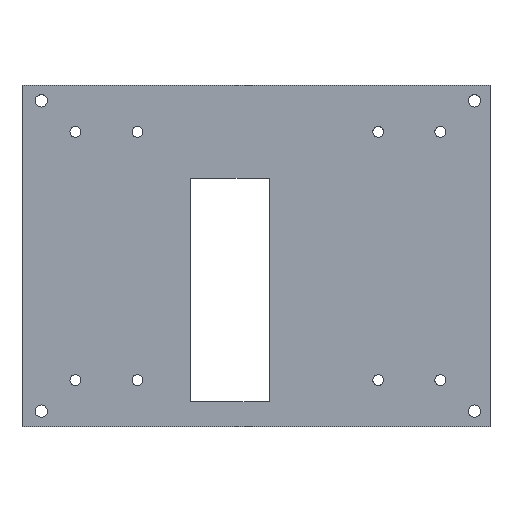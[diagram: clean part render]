
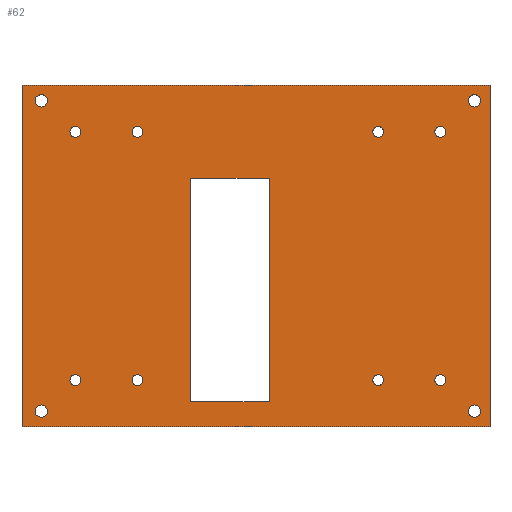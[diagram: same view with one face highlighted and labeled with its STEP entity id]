
A CAD part, top view. The second image highlights one B-rep face of the part: STEP entity #62.
In plain terms, the highlighted planar face has unit normal (0, 0, 1).
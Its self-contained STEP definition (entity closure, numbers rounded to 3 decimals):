
#62=ADVANCED_FACE('',(#284,#286,#288,#290,#292,#294,#296,#298,#300,#302,#304,#306,
#308,#310),#312,.T.);
#284=FACE_BOUND('',#285,.T.);
#285=EDGE_LOOP('',(#501,#502,#503,#504));
#286=FACE_BOUND('',#287,.T.);
#287=EDGE_LOOP('',(#505,#506,#507,#508));
#288=FACE_BOUND('',#289,.T.);
#289=EDGE_LOOP('',(#509));
#290=FACE_BOUND('',#291,.T.);
#291=EDGE_LOOP('',(#510));
#292=FACE_BOUND('',#293,.T.);
#293=EDGE_LOOP('',(#511));
#294=FACE_BOUND('',#295,.T.);
#295=EDGE_LOOP('',(#512));
#296=FACE_BOUND('',#297,.T.);
#297=EDGE_LOOP('',(#513));
#298=FACE_BOUND('',#299,.T.);
#299=EDGE_LOOP('',(#514));
#300=FACE_BOUND('',#301,.T.);
#301=EDGE_LOOP('',(#515));
#302=FACE_BOUND('',#303,.T.);
#303=EDGE_LOOP('',(#516));
#304=FACE_BOUND('',#305,.T.);
#305=EDGE_LOOP('',(#517));
#306=FACE_BOUND('',#307,.T.);
#307=EDGE_LOOP('',(#518));
#308=FACE_BOUND('',#309,.T.);
#309=EDGE_LOOP('',(#519));
#310=FACE_BOUND('',#311,.T.);
#311=EDGE_LOOP('',(#520));
#312=PLANE('',#313);
#313=AXIS2_PLACEMENT_3D('',#314,#315,#316);
#314=CARTESIAN_POINT('',(0.,0.,3.));
#315=DIRECTION('',(0.,0.,1.));
#316=DIRECTION('',(-1.,0.,0.));
#501=ORIENTED_EDGE('',*,*,#597,.T.);
#502=ORIENTED_EDGE('',*,*,#598,.T.);
#503=ORIENTED_EDGE('',*,*,#599,.T.);
#504=ORIENTED_EDGE('',*,*,#600,.T.);
#505=ORIENTED_EDGE('',*,*,#601,.T.);
#506=ORIENTED_EDGE('',*,*,#602,.T.);
#507=ORIENTED_EDGE('',*,*,#603,.T.);
#508=ORIENTED_EDGE('',*,*,#604,.T.);
#509=ORIENTED_EDGE('',*,*,#605,.T.);
#510=ORIENTED_EDGE('',*,*,#606,.T.);
#511=ORIENTED_EDGE('',*,*,#607,.T.);
#512=ORIENTED_EDGE('',*,*,#608,.T.);
#513=ORIENTED_EDGE('',*,*,#609,.T.);
#514=ORIENTED_EDGE('',*,*,#610,.T.);
#515=ORIENTED_EDGE('',*,*,#611,.T.);
#516=ORIENTED_EDGE('',*,*,#612,.T.);
#517=ORIENTED_EDGE('',*,*,#613,.T.);
#518=ORIENTED_EDGE('',*,*,#614,.T.);
#519=ORIENTED_EDGE('',*,*,#615,.T.);
#520=ORIENTED_EDGE('',*,*,#616,.T.);
#597=EDGE_CURVE('',#665,#666,#667,.T.);
#598=EDGE_CURVE('',#666,#668,#669,.T.);
#599=EDGE_CURVE('',#668,#670,#671,.T.);
#600=EDGE_CURVE('',#670,#665,#672,.T.);
#601=EDGE_CURVE('',#673,#674,#675,.F.);
#602=EDGE_CURVE('',#674,#676,#677,.F.);
#603=EDGE_CURVE('',#676,#678,#679,.F.);
#604=EDGE_CURVE('',#678,#673,#680,.F.);
#605=EDGE_CURVE('',#681,#681,#682,.F.);
#606=EDGE_CURVE('',#683,#683,#684,.F.);
#607=EDGE_CURVE('',#685,#685,#686,.F.);
#608=EDGE_CURVE('',#687,#687,#688,.F.);
#609=EDGE_CURVE('',#689,#689,#690,.F.);
#610=EDGE_CURVE('',#691,#691,#692,.F.);
#611=EDGE_CURVE('',#693,#693,#694,.F.);
#612=EDGE_CURVE('',#695,#695,#696,.F.);
#613=EDGE_CURVE('',#697,#697,#698,.F.);
#614=EDGE_CURVE('',#699,#699,#700,.F.);
#615=EDGE_CURVE('',#701,#701,#702,.F.);
#616=EDGE_CURVE('',#703,#703,#704,.F.);
#665=VERTEX_POINT('',#805);
#666=VERTEX_POINT('',#806);
#667=LINE('',#807,#808);
#668=VERTEX_POINT('',#810);
#669=LINE('',#811,#812);
#670=VERTEX_POINT('',#814);
#671=LINE('',#815,#816);
#672=LINE('',#818,#819);
#673=VERTEX_POINT('',#821);
#674=VERTEX_POINT('',#822);
#675=LINE('',#823,#824);
#676=VERTEX_POINT('',#826);
#677=LINE('',#827,#828);
#678=VERTEX_POINT('',#830);
#679=LINE('',#831,#832);
#680=LINE('',#834,#835);
#681=VERTEX_POINT('',#837);
#682=CIRCLE('',#838,2.);
#683=VERTEX_POINT('',#842);
#684=CIRCLE('',#843,2.);
#685=VERTEX_POINT('',#847);
#686=CIRCLE('',#848,2.);
#687=VERTEX_POINT('',#852);
#688=CIRCLE('',#853,2.);
#689=VERTEX_POINT('',#857);
#690=CIRCLE('',#858,1.75);
#691=VERTEX_POINT('',#862);
#692=CIRCLE('',#863,1.75);
#693=VERTEX_POINT('',#867);
#694=CIRCLE('',#868,1.75);
#695=VERTEX_POINT('',#872);
#696=CIRCLE('',#873,1.75);
#697=VERTEX_POINT('',#877);
#698=CIRCLE('',#878,1.75);
#699=VERTEX_POINT('',#882);
#700=CIRCLE('',#883,1.75);
#701=VERTEX_POINT('',#887);
#702=CIRCLE('',#888,1.75);
#703=VERTEX_POINT('',#892);
#704=CIRCLE('',#893,1.75);
#805=CARTESIAN_POINT('',(-74.3,55.,3.));
#806=CARTESIAN_POINT('',(-74.3,-55.,3.));
#807=CARTESIAN_POINT('',(-74.3,55.,3.));
#808=VECTOR('',#809,1.);
#809=DIRECTION('',(0.,-1.,0.));
#810=CARTESIAN_POINT('',(76.5,-55.,3.));
#811=CARTESIAN_POINT('',(-74.3,-55.,3.));
#812=VECTOR('',#813,1.);
#813=DIRECTION('',(1.,0.,0.));
#814=CARTESIAN_POINT('',(76.5,55.,3.));
#815=CARTESIAN_POINT('',(76.5,-55.,3.));
#816=VECTOR('',#817,1.);
#817=DIRECTION('',(0.,1.,0.));
#818=CARTESIAN_POINT('',(76.5,55.,3.));
#819=VECTOR('',#820,1.);
#820=DIRECTION('',(-1.,0.,0.));
#821=CARTESIAN_POINT('',(-20.024,-47.,3.));
#822=CARTESIAN_POINT('',(-20.,25.,3.));
#823=CARTESIAN_POINT('',(-20.,25.,3.));
#824=VECTOR('',#825,1.);
#825=DIRECTION('',(0.,-1.,0.));
#826=CARTESIAN_POINT('',(5.4,25.,3.));
#827=CARTESIAN_POINT('',(5.4,25.,3.));
#828=VECTOR('',#829,1.);
#829=DIRECTION('',(-1.,0.,0.));
#830=CARTESIAN_POINT('',(5.376,-47.,3.));
#831=CARTESIAN_POINT('',(5.376,-47.,3.));
#832=VECTOR('',#833,1.);
#833=DIRECTION('',(0.,1.,0.));
#834=CARTESIAN_POINT('',(-20.024,-47.,3.));
#835=VECTOR('',#836,1.);
#836=DIRECTION('',(1.,0.,0.));
#837=CARTESIAN_POINT('',(-66.1,-50.,3.));
#838=AXIS2_PLACEMENT_3D('',#839,#840,#841);
#839=CARTESIAN_POINT('',(-68.1,-50.,3.));
#840=DIRECTION('',(0.,0.,1.));
#841=DIRECTION('',(1.,0.,0.));
#842=CARTESIAN_POINT('',(-66.1,50.,3.));
#843=AXIS2_PLACEMENT_3D('',#844,#845,#846);
#844=CARTESIAN_POINT('',(-68.1,50.,3.));
#845=DIRECTION('',(0.,0.,1.));
#846=DIRECTION('',(1.,0.,0.));
#847=CARTESIAN_POINT('',(69.5,50.,3.));
#848=AXIS2_PLACEMENT_3D('',#849,#850,#851);
#849=CARTESIAN_POINT('',(71.5,50.,3.));
#850=DIRECTION('',(0.,0.,1.));
#851=DIRECTION('',(-1.,0.,0.));
#852=CARTESIAN_POINT('',(69.5,-50.,3.));
#853=AXIS2_PLACEMENT_3D('',#854,#855,#856);
#854=CARTESIAN_POINT('',(71.5,-50.,3.));
#855=DIRECTION('',(0.,0.,1.));
#856=DIRECTION('',(-1.,0.,0.));
#857=CARTESIAN_POINT('',(-38.85,-40.,3.));
#858=AXIS2_PLACEMENT_3D('',#859,#860,#861);
#859=CARTESIAN_POINT('',(-37.1,-40.,3.));
#860=DIRECTION('',(0.,0.,1.));
#861=DIRECTION('',(-1.,0.,0.));
#862=CARTESIAN_POINT('',(-57.1,-38.25,3.));
#863=AXIS2_PLACEMENT_3D('',#864,#865,#866);
#864=CARTESIAN_POINT('',(-57.1,-40.,3.));
#865=DIRECTION('',(0.,0.,1.));
#866=DIRECTION('',(0.,1.,0.));
#867=CARTESIAN_POINT('',(-38.85,40.,3.));
#868=AXIS2_PLACEMENT_3D('',#869,#870,#871);
#869=CARTESIAN_POINT('',(-37.1,40.,3.));
#870=DIRECTION('',(0.,0.,1.));
#871=DIRECTION('',(-1.,0.,0.));
#872=CARTESIAN_POINT('',(-57.1,41.75,3.));
#873=AXIS2_PLACEMENT_3D('',#874,#875,#876);
#874=CARTESIAN_POINT('',(-57.1,40.,3.));
#875=DIRECTION('',(0.,0.,1.));
#876=DIRECTION('',(0.,1.,0.));
#877=CARTESIAN_POINT('',(38.75,-40.,3.));
#878=AXIS2_PLACEMENT_3D('',#879,#880,#881);
#879=CARTESIAN_POINT('',(40.5,-40.,3.));
#880=DIRECTION('',(0.,0.,1.));
#881=DIRECTION('',(-1.,0.,0.));
#882=CARTESIAN_POINT('',(58.75,-40.,3.));
#883=AXIS2_PLACEMENT_3D('',#884,#885,#886);
#884=CARTESIAN_POINT('',(60.5,-40.,3.));
#885=DIRECTION('',(0.,0.,1.));
#886=DIRECTION('',(-1.,0.,0.));
#887=CARTESIAN_POINT('',(38.75,40.,3.));
#888=AXIS2_PLACEMENT_3D('',#889,#890,#891);
#889=CARTESIAN_POINT('',(40.5,40.,3.));
#890=DIRECTION('',(0.,0.,1.));
#891=DIRECTION('',(-1.,0.,0.));
#892=CARTESIAN_POINT('',(60.5,41.75,3.));
#893=AXIS2_PLACEMENT_3D('',#894,#895,#896);
#894=CARTESIAN_POINT('',(60.5,40.,3.));
#895=DIRECTION('',(0.,0.,1.));
#896=DIRECTION('',(0.,1.,0.));
